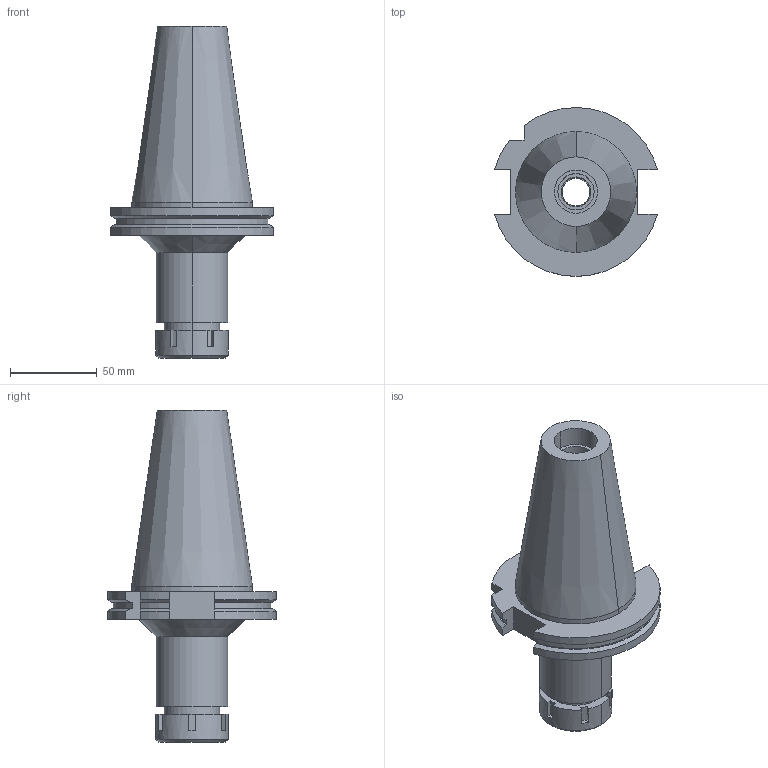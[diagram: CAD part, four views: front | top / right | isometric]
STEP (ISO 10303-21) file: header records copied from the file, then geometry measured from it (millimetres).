
FILE_DESCRIPTION((''),'2;1');
FILE_NAME('DV50NB16090-160_ASM','2018-03-23T',('ykawabe'),(''),'CREO PARAMETRIC BY PTC INC, 2016380','CREO PARAMETRIC BY PTC INC, 2016380','');
FILE_SCHEMA(('AUTOMOTIVE_DESIGN { 1 0 10303 214 1 1 1 1 }'));
Length unit declared in the file: millimetre
Products named in the file (5): DV50-NBS16-90_2; NBC16-16_1; NBN16_1; DXF_TEMP_ASSY_ASM_4_ASM; DV50NB16090-160_ASM
Assembly tree (4 placements, depth 3):
  DV50NB16090-160_ASM
    DXF_TEMP_ASSY_ASM_4_ASM
      DV50-NBS16-90_2
      NBC16-16_1
      NBN16_1
Bounding box: 94.05 x 97.5 x 191.75 mm (x, y, z)
Volume: 407355.1 mm3; surface area: 65087.1 mm2
Topology: 3 solids, 3 shells, 116 faces, 299 edges, 202 vertices
Faces by surface type: plane 57, cylinder 39, cone 20
Entity records: 5350 total; most frequent: CARTESIAN_POINT 703, DIRECTION 697, ORIENTED_EDGE 598, PRESENTATION_STYLE_ASSIGNMENT 307, STYLED_ITEM 307, CURVE_STYLE 304, EDGE_CURVE 299, AXIS2_PLACEMENT_3D 271
